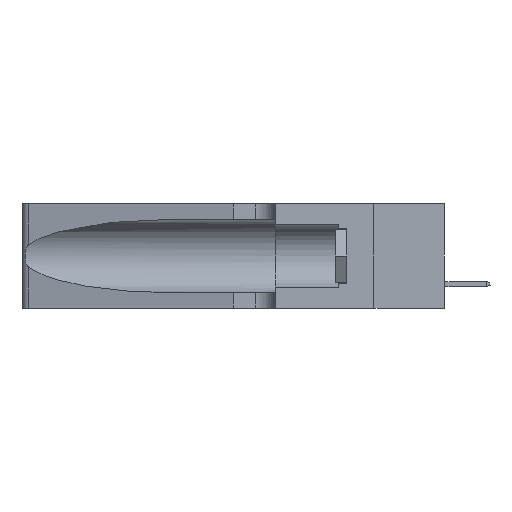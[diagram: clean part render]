
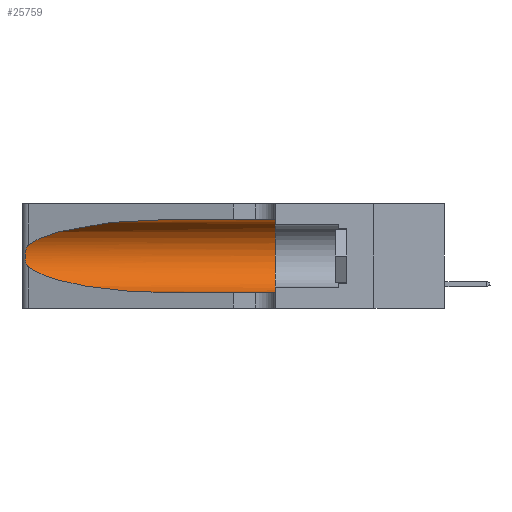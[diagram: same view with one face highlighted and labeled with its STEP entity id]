
A CAD part, left-side view. The second image highlights one B-rep face of the part: STEP entity #25759.
In plain terms, the highlighted cylindrical face has radius 3.308 mm (diameter 6.617 mm), a partial arc.
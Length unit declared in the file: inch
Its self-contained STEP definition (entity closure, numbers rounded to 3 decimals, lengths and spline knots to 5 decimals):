
#393 = CARTESIAN_POINT ( 'NONE',  ( 0.26075, 1.23896, 0.178 ) ) ;
#470 = ORIENTED_EDGE ( 'NONE', *, *, #14291, .T. ) ;
#696 = CARTESIAN_POINT ( 'NONE',  ( 0.25555, 1.22993, 0.14849 ) ) ;
#1089 = EDGE_CURVE ( 'NONE', #19654, #1575, #29379, .T. ) ;
#1196 = ORIENTED_EDGE ( 'NONE', *, *, #9711, .F. ) ;
#1575 = VERTEX_POINT ( 'NONE', #7203 ) ;
#1825 = CARTESIAN_POINT ( 'NONE',  ( 0.1305, 0.72297, 0.05475 ) ) ;
#2075 = CIRCLE ( 'NONE', #12411, 0.13025 ) ;
#2690 = CARTESIAN_POINT ( 'NONE',  ( 0.1305, 1.61858, 0.05475 ) ) ;
#2765 = CARTESIAN_POINT ( 'NONE',  ( 0.25856, 1.23593, 0.16098 ) ) ;
#3608 = ORIENTED_EDGE ( 'NONE', *, *, #1089, .T. ) ;
#3731 = CARTESIAN_POINT ( 'NONE',  ( 0.1305, 0.72297, 0.31525 ) ) ;
#4919 = CARTESIAN_POINT ( 'NONE',  ( 0.26075, 1.23896, 0.19203 ) ) ;
#4969 = DIRECTION ( 'NONE',  ( 0., 0., 1. ) ) ;
#5019 = CARTESIAN_POINT ( 'NONE',  ( 0.25487, 1.22718, 0.22369 ) ) ;
#5083 = B_SPLINE_CURVE_WITH_KNOTS ( 'NONE', 3,
 ( #5019, #10055, #26239, #14682, #16488, #14461, #4919, #393, #9651, #2765, #23697, #14779, #696, #12664 ),
 .UNSPECIFIED., .F., .F.,
 ( 4, 2, 2, 2, 2, 2, 4 ),
 ( 0., 0.00027, 0.00053, 0.00107, 0.0016, 0.00187, 0.00214 ),
 .UNSPECIFIED. ) ;
#6224 = CARTESIAN_POINT ( 'NONE',  ( 0.2373, 1.15595, 0.28018 ) ) ;
#6262 = CARTESIAN_POINT ( 'NONE',  ( 0.2373, 1.15595, 0.08982 ) ) ;
#7060 = DIRECTION ( 'NONE',  ( 0., -1., 0. ) ) ;
#7203 = CARTESIAN_POINT ( 'NONE',  ( 0.1305, 0.35, 0.05475 ) ) ;
#7338 = DIRECTION ( 'NONE',  ( 0., 1., 0. ) ) ;
#7387 = AXIS2_PLACEMENT_3D ( 'NONE', #20849, #7060, #14225 ) ;
#7426 = DIRECTION ( 'NONE',  ( 0., -1., 0. ) ) ;
#8068 = CARTESIAN_POINT ( 'NONE',  ( 0.1305, 0.35, 0.31525 ) ) ;
#8725 = CARTESIAN_POINT ( 'NONE',  ( 0.18966, 0.96281, 0.05475 ) ) ;
#8824 = CARTESIAN_POINT ( 'NONE',  ( 0.25487, 1.22718, 0.14631 ) ) ;
#9651 = CARTESIAN_POINT ( 'NONE',  ( 0.26017, 1.23833, 0.17102 ) ) ;
#9711 = EDGE_CURVE ( 'NONE', #23414, #18069, #26222, .T. ) ;
#10055 = CARTESIAN_POINT ( 'NONE',  ( 0.25555, 1.22994, 0.2215 ) ) ;
#10911 = CARTESIAN_POINT ( 'NONE',  ( 0.25487, 1.22718, 0.22369 ) ) ;
#12067 = VECTOR ( 'NONE', #24716, 39.37008 ) ;
#12411 = AXIS2_PLACEMENT_3D ( 'NONE', #23852, #7338, #4969 ) ;
#12437 = ORIENTED_EDGE ( 'NONE', *, *, #28054, .T. ) ;
#12664 = CARTESIAN_POINT ( 'NONE',  ( 0.25487, 1.22718, 0.14631 ) ) ;
#12862 = EDGE_CURVE ( 'NONE', #15101, #19654, #27080, .T. ) ;
#13117 = CARTESIAN_POINT ( 'NONE',  ( 0.18966, 0.96281, 0.31525 ) ) ;
#13147 = CARTESIAN_POINT ( 'NONE',  ( 0.25487, 1.22718, 0.22369 ) ) ;
#14225 = DIRECTION ( 'NONE',  ( 0., 0., -1. ) ) ;
#14291 = EDGE_CURVE ( 'NONE', #19372, #15101, #5083, .T. ) ;
#14461 = CARTESIAN_POINT ( 'NONE',  ( 0.26018, 1.23835, 0.19895 ) ) ;
#14682 = CARTESIAN_POINT ( 'NONE',  ( 0.25787, 1.23484, 0.2124 ) ) ;
#14779 = CARTESIAN_POINT ( 'NONE',  ( 0.25639, 1.23186, 0.15144 ) ) ;
#14825 = VECTOR ( 'NONE', #7426, 39.37008 ) ;
#15101 = VERTEX_POINT ( 'NONE', #18817 ) ;
#16488 = CARTESIAN_POINT ( 'NONE',  ( 0.25854, 1.2359, 0.20912 ) ) ;
#18069 = VERTEX_POINT ( 'NONE', #8068 ) ;
#18624 = ORIENTED_EDGE ( 'NONE', *, *, #23259, .F. ) ;
#18817 = CARTESIAN_POINT ( 'NONE',  ( 0.25487, 1.22718, 0.14631 ) ) ;
#18870 = CARTESIAN_POINT ( 'NONE',  ( 0.1305, 0.72297, 0.05475 ) ) ;
#19372 = VERTEX_POINT ( 'NONE', #13147 ) ;
#19654 = VERTEX_POINT ( 'NONE', #18870 ) ;
#19791 =( BOUNDED_CURVE ( )  B_SPLINE_CURVE ( 3, ( #3731, #13117, #6224, #10911 ),
 .UNSPECIFIED., .F., .F. ) 
 B_SPLINE_CURVE_WITH_KNOTS ( ( 4, 4 ),
 ( 1.5708, 2.84003 ),
 .UNSPECIFIED. ) 
 CURVE ( )  GEOMETRIC_REPRESENTATION_ITEM ( )  RATIONAL_B_SPLINE_CURVE ( ( 1., 0.87, 0.87, 1. ) ) 
 REPRESENTATION_ITEM ( '' )  );
#20723 = CARTESIAN_POINT ( 'NONE',  ( 0.1305, 0.72297, 0.31525 ) ) ;
#20731 = ORIENTED_EDGE ( 'NONE', *, *, #12862, .T. ) ;
#20849 = CARTESIAN_POINT ( 'NONE',  ( 0.1305, 1.61858, 0.185 ) ) ;
#23259 = EDGE_CURVE ( 'NONE', #18069, #1575, #2075, .T. ) ;
#23414 = VERTEX_POINT ( 'NONE', #20723 ) ;
#23676 = EDGE_LOOP ( 'NONE', ( #12437, #470, #20731, #3608, #18624, #1196 ) ) ;
#23697 = CARTESIAN_POINT ( 'NONE',  ( 0.25789, 1.23486, 0.15765 ) ) ;
#23852 = CARTESIAN_POINT ( 'NONE',  ( 0.1305, 0.35, 0.185 ) ) ;
#24716 = DIRECTION ( 'NONE',  ( 0., -1., 0. ) ) ;
#24860 = FACE_OUTER_BOUND ( 'NONE', #23676, .T. ) ;
#25428 = CARTESIAN_POINT ( 'NONE',  ( 0.1305, 1.61858, 0.31525 ) ) ;
#25759 = ADVANCED_FACE ( 'NONE', ( #24860 ), #29269, .F. ) ;
#26222 = LINE ( 'NONE', #25428, #12067 ) ;
#26239 = CARTESIAN_POINT ( 'NONE',  ( 0.25639, 1.23184, 0.21858 ) ) ;
#27080 =( BOUNDED_CURVE ( )  B_SPLINE_CURVE ( 3, ( #8824, #6262, #8725, #1825 ),
 .UNSPECIFIED., .F., .F. ) 
 B_SPLINE_CURVE_WITH_KNOTS ( ( 4, 4 ),
 ( 3.44316, 4.71239 ),
 .UNSPECIFIED. ) 
 CURVE ( )  GEOMETRIC_REPRESENTATION_ITEM ( )  RATIONAL_B_SPLINE_CURVE ( ( 1., 0.87, 0.87, 1. ) ) 
 REPRESENTATION_ITEM ( '' )  );
#28054 = EDGE_CURVE ( 'NONE', #23414, #19372, #19791, .T. ) ;
#29269 = CYLINDRICAL_SURFACE ( 'NONE', #7387, 0.13025 ) ;
#29379 = LINE ( 'NONE', #2690, #14825 ) ;
